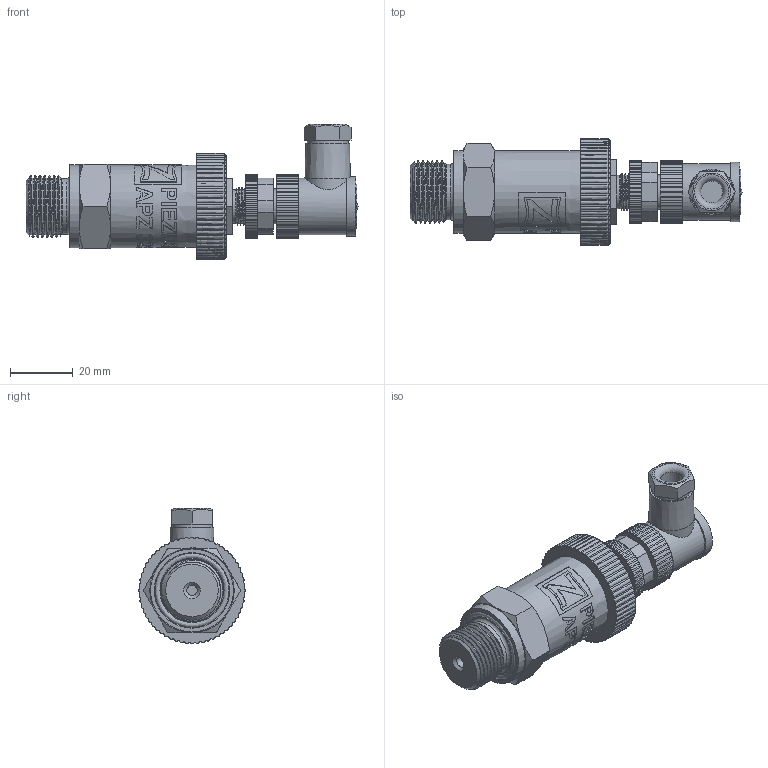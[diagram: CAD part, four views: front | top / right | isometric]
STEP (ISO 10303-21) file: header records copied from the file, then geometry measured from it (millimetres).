
FILE_DESCRIPTION(/* description */ (''),/* implementation_level */ '2;1');
FILE_NAME(/* name */ 'APZ3230_M20x1,5DIN_M12x1-angular.step',/* time_stamp */ '2021-06-24T10:41:58+03:00',/* author */ (''),/* organization */ (''),/* preprocessor_version */ 'ST-DEVELOPER v18.1',/* originating_system */ 'Autodesk Translation Framework v10.9.0.1377',/* authorisation */ '');
FILE_SCHEMA (('AUTOMOTIVE_DESIGN { 1 0 10303 214 3 1 1 }'));
Products named in the file (6): APZ3230_M20x1,5DIN_M12x1-angular; M20x1,5 DIN; OMAL nut M27x1.5 v8; M12x1 male v16; Ш100.000.002 v4; M12x1 female angular v10
Assembly tree (5 placements, depth 2):
  APZ3230_M20x1,5DIN_M12x1-angular
    M20x1,5 DIN
    OMAL nut M27x1.5 v8
    M12x1 male v16
    Ш100.000.002 v4
    M12x1 female angular v10
Bounding box: 106.07 x 34 x 43.2 mm (x, y, z)
Volume: 48425.7 mm3; surface area: 19614.7 mm2
Topology: 17 solids, 17 shells, 992 faces, 2742 edges, 1830 vertices
Faces by surface type: bspline 457, cylinder 301, plane 172, cone 52, torus 9, sphere 1
Full cylindrical faces by diameter (mm): 1 x12, 1.5 x4, 3.3 x1, 7 x1, 8 x1, 8.2 x1, 9.471 x2, 10.6 x2, 10.741 x6, 11.035 x4, 11.156 x1, 11.884 x5, 12.152 x4, 13 x1, 14 x1, 14.137 x4, 14.526 x1, 15.85 x3, 17.8 x1, 18 x1, 18.137 x6, 19 x1, 19.85 x5, 20.5 x2, 21.4 x2, 22.4 x1, 23.7 x2, 24.5 x1, 25.132 x1, 25.526 x4
Entity records: 72164 total; most frequent: CARTESIAN_POINT 49381, ORIENTED_EDGE 5484, DIRECTION 3420, EDGE_CURVE 2742, VERTEX_POINT 1830, AXIS2_PLACEMENT_3D 1180, LINE 1060, VECTOR 1060
